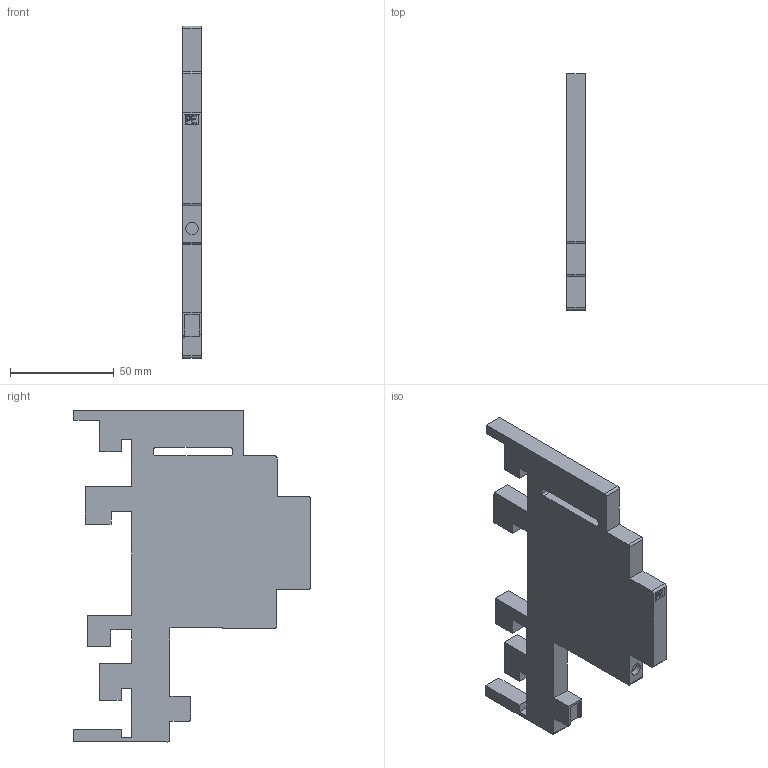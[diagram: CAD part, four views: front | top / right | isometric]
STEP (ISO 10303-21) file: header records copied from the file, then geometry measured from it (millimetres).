
FILE_DESCRIPTION((''),'2;1');
FILE_NAME('32634.stp','2010-08-23T13:54:27',('rauch'),(''),'Autodesk Inventor 2011','Autodesk Inventor 2011','');
FILE_SCHEMA(('AUTOMOTIVE_DESIGN { 1 0 10303 214 1 1 1 1 }'));
Length unit declared in the file: millimetre
Products named in the file (2): 32634000; 77154PE0
Assembly tree (1 placements, depth 2):
  32634000
    77154PE0
Bounding box: 9 x 114.38 x 160.06 mm (x, y, z)
Volume: 89499.9 mm3; surface area: 28349.1 mm2
Topology: 1 solids, 1 shells, 116 faces, 323 edges, 214 vertices
Faces by surface type: plane 95, cylinder 13, bspline 8
Full cylindrical faces by diameter (mm): 6 x1
Entity records: 3818 total; most frequent: CARTESIAN_POINT 783, ORIENTED_EDGE 644, DIRECTION 554, EDGE_CURVE 322, VECTOR 280, LINE 280, VERTEX_POINT 214, AXIS2_PLACEMENT_3D 137
